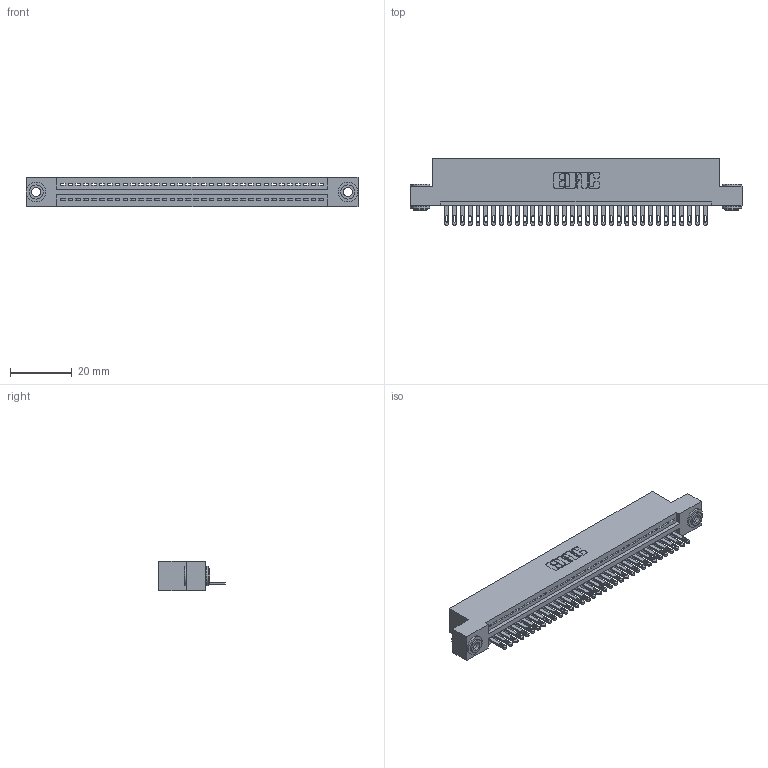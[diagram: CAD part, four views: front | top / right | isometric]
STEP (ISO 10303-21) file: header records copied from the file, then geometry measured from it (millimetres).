
FILE_DESCRIPTION (( 'STEP AP203' ), '1' );
FILE_NAME ('895-034-500-103.STEP', '2020-09-25T20:58:39', ( '' ), ( '' ), 'SwSTEP 2.0', 'SolidWorks 2020', '' );
FILE_SCHEMA (( 'CONFIG_CONTROL_DESIGN' ));
Length unit declared in the file: inch
Products named in the file (4): 895-034-500-103; 845 Part_Flush Mounting Lugs - 0.156 Dia-TH; 345-292-001_345-293-100; 345-250-002_345-250-002-102
Assembly tree (37 placements, depth 2):
  895-034-500-103
    845 Part_Flush Mounting Lugs - 0.156 Dia-TH
    345-292-001_345-293-100  x34
    345-250-002_345-250-002-102  x2
Bounding box: 107.57 x 21.51 x 9.4 mm (x, y, z)
Volume: 10191.9 mm3; surface area: 13726.2 mm2
Topology: 37 solids, 37 shells, 2000 faces, 6129 edges, 4082 vertices
Faces by surface type: plane 1246, cylinder 746, cone 8
Entity records: 27246 total; most frequent: CARTESIAN_POINT 4697, ORIENTED_EDGE 4658, DIRECTION 4147, EDGE_CURVE 2329, LINE 2033, VECTOR 2033, VERTEX_POINT 1550, AXIS2_PLACEMENT_3D 1057
